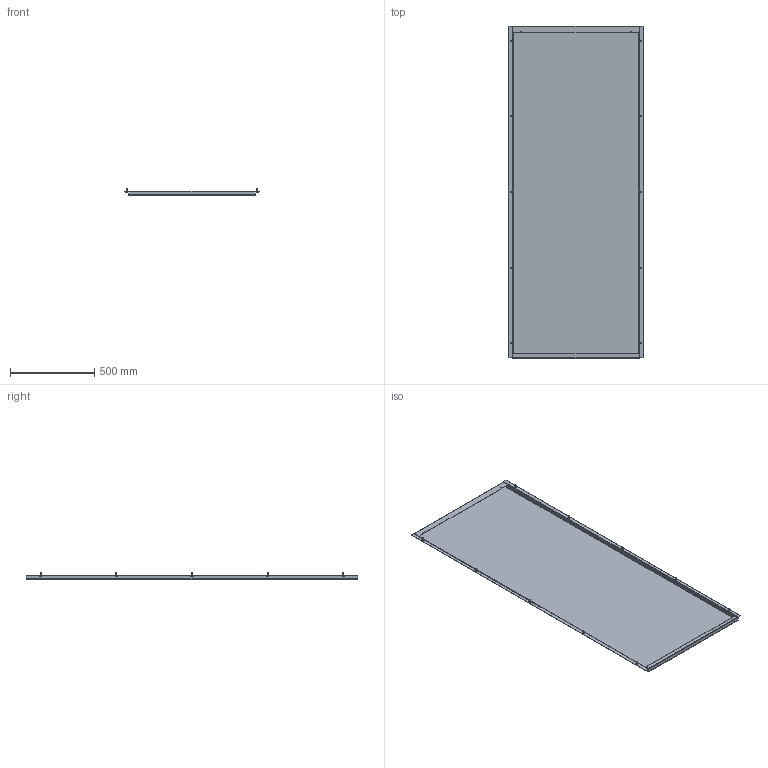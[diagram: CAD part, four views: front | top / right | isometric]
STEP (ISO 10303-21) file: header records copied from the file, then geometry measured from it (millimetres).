
FILE_DESCRIPTION(('STEP AP214'),'1');
FILE_NAME('cctmp_BC22FFDA-A58D-419B-9CDC-01BA8D3755F3_2024_05_23_13_23_20_0490..stp','2024-05-23T11:23:20',('SIEMENS A&D'),('CADClick - www.CADClick.com'),'Spatial InterOp 3D',' ','unknown authorization');
FILE_SCHEMA(('AUTOMOTIVE_DESIGN'));
Length unit declared in the file: millimetre
Products named in the file (12): cc_unnamed; 2024_05_23_13_23_20_0467; 2024_05_23_13_23_20_0426; 2024_05_23_13_23_20_0385; 2024_05_23_13_23_20_0344; 2024_05_23_13_23_20_0303; 2024_05_23_13_23_20_0261; 2024_05_23_13_23_20_0221; 2024_05_23_13_23_20_0180; 2024_05_23_13_23_20_0139; 2024_05_23_13_23_20_0097; 2024_05_23_13_23_20_0056
Assembly tree (11 placements, depth 2):
  cc_unnamed
    2024_05_23_13_23_20_0467
    2024_05_23_13_23_20_0426
    2024_05_23_13_23_20_0385
    2024_05_23_13_23_20_0344
    2024_05_23_13_23_20_0303
    2024_05_23_13_23_20_0261
    2024_05_23_13_23_20_0221
    2024_05_23_13_23_20_0180
    2024_05_23_13_23_20_0139
    2024_05_23_13_23_20_0097
    2024_05_23_13_23_20_0056
Bounding box: 797 x 1973 x 39 mm (x, y, z)
Volume: 2607050.3 mm3; surface area: 3479102.2 mm2
Topology: 11 solids, 11 shells, 204 faces, 446 edges, 274 vertices
Faces by surface type: plane 88, cylinder 76, cone 40
Entity records: 7575 total; most frequent: DIRECTION 1070, CARTESIAN_POINT 936, ORIENTED_EDGE 892, EDGE_CURVE 446, AXIS2_PLACEMENT_3D 408, VERTEX_POINT 274, LINE 254, VECTOR 254
